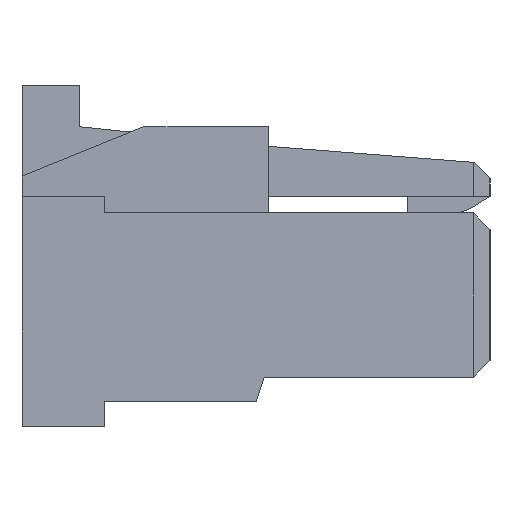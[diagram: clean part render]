
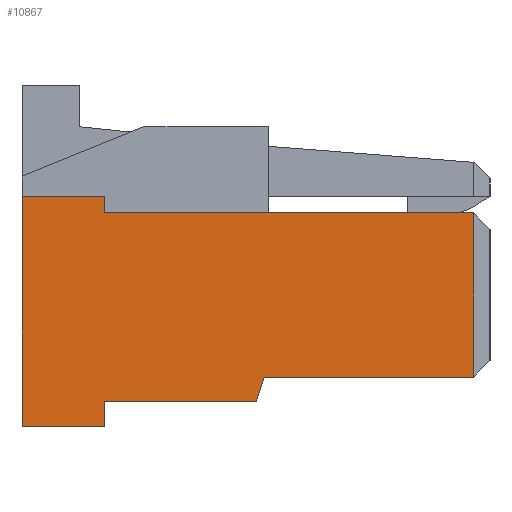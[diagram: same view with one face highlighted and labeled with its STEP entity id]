
A CAD part, left-side view. The second image highlights one B-rep face of the part: STEP entity #10867.
In plain terms, the highlighted planar face has unit normal (-1, 0, 0).
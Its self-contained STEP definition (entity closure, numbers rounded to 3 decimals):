
#953=DIRECTION('',(0.,0.,1.));
#954=VECTOR('',#953,2.8);
#955=CARTESIAN_POINT('',(-6.825,5.7,-2.075));
#956=LINE('',#955,#954);
#2743=DIRECTION('',(0.,0.,-1.));
#2744=VECTOR('',#2743,2.);
#2745=CARTESIAN_POINT('',(-6.825,0.2,0.525));
#2746=LINE('',#2745,#2744);
#2747=DIRECTION('',(0.,1.,0.));
#2748=VECTOR('',#2747,2.55);
#2749=CARTESIAN_POINT('',(-6.825,0.2,-1.475));
#2750=LINE('',#2749,#2748);
#2751=DIRECTION('',(0.,-0.316,0.949));
#2752=VECTOR('',#2751,0.316);
#2753=CARTESIAN_POINT('',(-6.825,2.85,-1.775));
#2754=LINE('',#2753,#2752);
#2755=DIRECTION('',(0.,1.,0.));
#2756=VECTOR('',#2755,1.85);
#2757=CARTESIAN_POINT('',(-6.825,2.85,-1.775));
#2758=LINE('',#2757,#2756);
#2759=DIRECTION('',(0.,0.,1.));
#2760=VECTOR('',#2759,0.3);
#2761=CARTESIAN_POINT('',(-6.825,4.7,-2.075));
#2762=LINE('',#2761,#2760);
#2763=DIRECTION('',(0.,1.,0.));
#2764=VECTOR('',#2763,1.);
#2765=CARTESIAN_POINT('',(-6.825,4.7,-2.075));
#2766=LINE('',#2765,#2764);
#2767=DIRECTION('',(0.,1.,0.));
#2768=VECTOR('',#2767,1.);
#2769=CARTESIAN_POINT('',(-6.825,4.7,0.725));
#2770=LINE('',#2769,#2768);
#2771=DIRECTION('',(0.,0.,-1.));
#2772=VECTOR('',#2771,0.2);
#2773=CARTESIAN_POINT('',(-6.825,4.7,0.725));
#2774=LINE('',#2773,#2772);
#2787=DIRECTION('',(0.,1.,0.));
#2788=VECTOR('',#2787,4.5);
#2789=CARTESIAN_POINT('',(-6.825,0.2,0.525));
#2790=LINE('',#2789,#2788);
#5588=CARTESIAN_POINT('',(-6.825,5.7,-2.075));
#5590=VERTEX_POINT('',#5588);
#5591=CARTESIAN_POINT('',(-6.825,4.7,-2.075));
#5592=CARTESIAN_POINT('',(-6.825,4.7,-1.775));
#5593=VERTEX_POINT('',#5591);
#5594=VERTEX_POINT('',#5592);
#6435=CARTESIAN_POINT('',(-6.825,2.85,-1.775));
#6436=CARTESIAN_POINT('',(-6.825,2.75,-1.475));
#6437=VERTEX_POINT('',#6435);
#6438=VERTEX_POINT('',#6436);
#6693=CARTESIAN_POINT('',(-6.825,0.2,0.525));
#6694=CARTESIAN_POINT('',(-6.825,0.2,-1.475));
#6695=VERTEX_POINT('',#6693);
#6696=VERTEX_POINT('',#6694);
#6715=CARTESIAN_POINT('',(-6.825,5.7,0.725));
#6717=VERTEX_POINT('',#6715);
#6742=CARTESIAN_POINT('',(-6.825,4.7,0.725));
#6744=VERTEX_POINT('',#6742);
#6755=CARTESIAN_POINT('',(-6.825,4.7,0.525));
#6756=VERTEX_POINT('',#6755);
#10847=CARTESIAN_POINT('',(-6.825,0.,-2.075));
#10848=DIRECTION('',(-1.,0.,0.));
#10849=DIRECTION('',(0.,0.,1.));
#10850=AXIS2_PLACEMENT_3D('',#10847,#10848,#10849);
#10851=PLANE('',#10850);
#10853=ORIENTED_EDGE('',*,*,#10852,.T.);
#10854=ORIENTED_EDGE('',*,*,#9742,.T.);
#10855=ORIENTED_EDGE('',*,*,#10678,.F.);
#10856=ORIENTED_EDGE('',*,*,#10651,.T.);
#10857=ORIENTED_EDGE('',*,*,#10476,.F.);
#10859=ORIENTED_EDGE('',*,*,#10858,.T.);
#10860=ORIENTED_EDGE('',*,*,#8289,.T.);
#10861=ORIENTED_EDGE('',*,*,#8574,.F.);
#10862=ORIENTED_EDGE('',*,*,#8596,.T.);
#10864=ORIENTED_EDGE('',*,*,#10863,.F.);
#10865=EDGE_LOOP('',(#10853,#10854,#10855,#10856,#10857,#10859,#10860,#10861,
#10862,#10864));
#10866=FACE_OUTER_BOUND('',#10865,.F.);
#8289=EDGE_CURVE('',#5590,#6717,#956,.T.);
#8574=EDGE_CURVE('',#6744,#6717,#2770,.T.);
#8596=EDGE_CURVE('',#6744,#6756,#2774,.T.);
#9742=EDGE_CURVE('',#6696,#6438,#2750,.T.);
#10476=EDGE_CURVE('',#5593,#5594,#2762,.T.);
#10651=EDGE_CURVE('',#6437,#5594,#2758,.T.);
#10678=EDGE_CURVE('',#6437,#6438,#2754,.T.);
#10852=EDGE_CURVE('',#6695,#6696,#2746,.T.);
#10858=EDGE_CURVE('',#5593,#5590,#2766,.T.);
#10863=EDGE_CURVE('',#6695,#6756,#2790,.T.);
#10867=ADVANCED_FACE('',(#10866),#10851,.T.);
